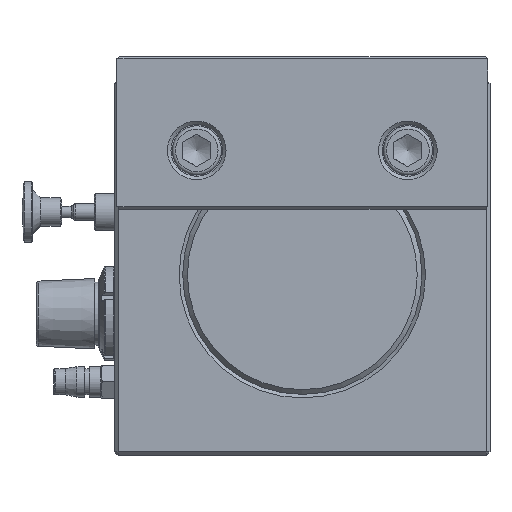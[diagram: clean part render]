
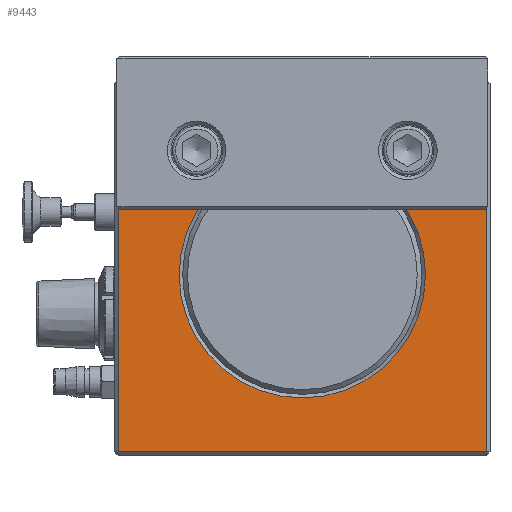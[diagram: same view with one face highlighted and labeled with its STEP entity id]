
A CAD part, front view. The second image highlights one B-rep face of the part: STEP entity #9443.
In plain terms, the highlighted planar face has unit normal (0, -1, 0).
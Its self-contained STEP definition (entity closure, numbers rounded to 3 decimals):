
#455=FACE_BOUND('',#1413,.T.);
#456=FACE_BOUND('',#1414,.T.);
#457=FACE_BOUND('',#1415,.T.);
#544=PLANE('',#10268);
#863=FACE_OUTER_BOUND('',#1412,.T.);
#1412=EDGE_LOOP('',(#6543,#6544,#6545,#6546));
#1413=EDGE_LOOP('',(#6547));
#1414=EDGE_LOOP('',(#6548));
#1415=EDGE_LOOP('',(#6549));
#2050=LINE('',#14289,#2905);
#2051=LINE('',#14291,#2906);
#2052=LINE('',#14293,#2907);
#2053=LINE('',#14294,#2908);
#2905=VECTOR('',#11330,10.);
#2906=VECTOR('',#11331,10.);
#2907=VECTOR('',#11332,10.);
#2908=VECTOR('',#11333,10.);
#3759=CIRCLE('',#10265,7.918);
#3762=CIRCLE('',#10269,7.918);
#3763=CIRCLE('',#10270,52.5);
#4204=VERTEX_POINT('',#14279);
#4207=VERTEX_POINT('',#14287);
#4208=VERTEX_POINT('',#14288);
#4209=VERTEX_POINT('',#14290);
#4210=VERTEX_POINT('',#14292);
#4211=VERTEX_POINT('',#14295);
#4212=VERTEX_POINT('',#14297);
#5132=EDGE_CURVE('',#4204,#4204,#3759,.T.);
#5136=EDGE_CURVE('',#4207,#4208,#2050,.T.);
#5137=EDGE_CURVE('',#4209,#4207,#2051,.T.);
#5138=EDGE_CURVE('',#4210,#4209,#2052,.T.);
#5139=EDGE_CURVE('',#4208,#4210,#2053,.T.);
#5140=EDGE_CURVE('',#4211,#4211,#3762,.T.);
#5141=EDGE_CURVE('',#4212,#4212,#3763,.T.);
#6543=ORIENTED_EDGE('',*,*,#5136,.F.);
#6544=ORIENTED_EDGE('',*,*,#5137,.F.);
#6545=ORIENTED_EDGE('',*,*,#5138,.F.);
#6546=ORIENTED_EDGE('',*,*,#5139,.F.);
#6547=ORIENTED_EDGE('',*,*,#5140,.F.);
#6548=ORIENTED_EDGE('',*,*,#5141,.F.);
#6549=ORIENTED_EDGE('',*,*,#5132,.F.);
#9443=ADVANCED_FACE('',(#863,#455,#456,#457),#544,.T.);
#10265=AXIS2_PLACEMENT_3D('',#14280,#11321,#11322);
#10268=AXIS2_PLACEMENT_3D('',#14286,#11328,#11329);
#10269=AXIS2_PLACEMENT_3D('',#14296,#11334,#11335);
#10270=AXIS2_PLACEMENT_3D('',#14298,#11336,#11337);
#11321=DIRECTION('center_axis',(0.,-1.,0.));
#11322=DIRECTION('ref_axis',(-1.,0.,0.));
#11328=DIRECTION('center_axis',(0.,-1.,0.));
#11329=DIRECTION('ref_axis',(0.,0.,-1.));
#11330=DIRECTION('',(1.,0.,0.));
#11331=DIRECTION('',(0.,0.,1.));
#11332=DIRECTION('',(-1.,0.,0.));
#11333=DIRECTION('',(0.,0.,-1.));
#11334=DIRECTION('center_axis',(0.,-1.,0.));
#11335=DIRECTION('ref_axis',(-1.,0.,0.));
#11336=DIRECTION('center_axis',(0.,-1.,0.));
#11337=DIRECTION('ref_axis',(-1.,0.,0.));
#14279=CARTESIAN_POINT('',(52.918,0.,130.));
#14280=CARTESIAN_POINT('Origin',(45.,0.,130.));
#14286=CARTESIAN_POINT('Origin',(0.,0.,160.));
#14287=CARTESIAN_POINT('',(-78.5,0.,158.5));
#14288=CARTESIAN_POINT('',(78.5,0.,158.5));
#14289=CARTESIAN_POINT('',(0.,0.,158.5));
#14290=CARTESIAN_POINT('',(-78.5,0.,1.5));
#14291=CARTESIAN_POINT('',(-78.5,0.,112.315));
#14292=CARTESIAN_POINT('',(78.5,0.,1.5));
#14293=CARTESIAN_POINT('',(0.,0.,1.5));
#14294=CARTESIAN_POINT('',(78.5,0.,112.315));
#14295=CARTESIAN_POINT('',(-37.083,0.,130.));
#14296=CARTESIAN_POINT('Origin',(-45.,0.,130.));
#14297=CARTESIAN_POINT('',(52.5,0.,77.));
#14298=CARTESIAN_POINT('Origin',(0.,0.,77.));
